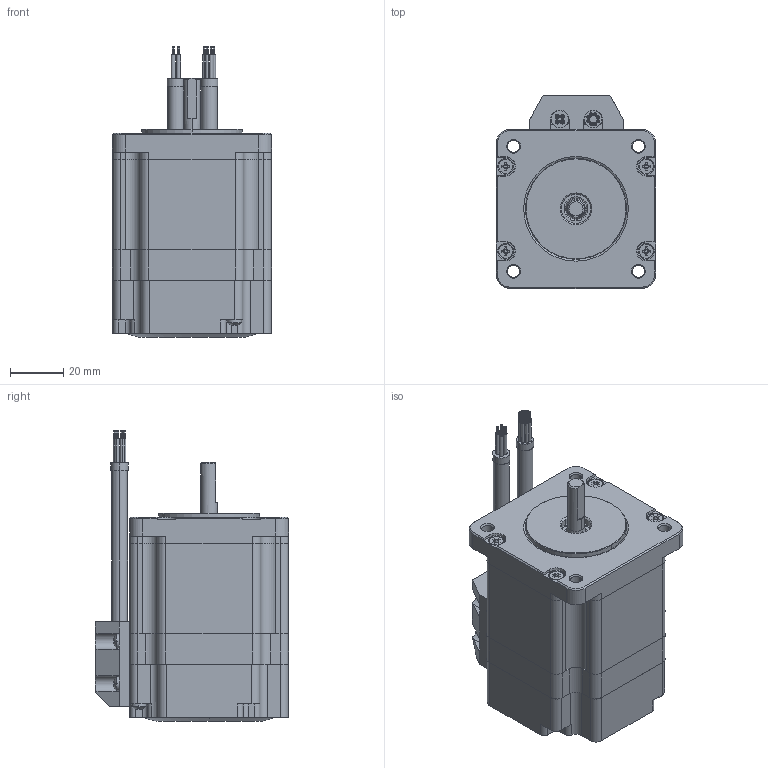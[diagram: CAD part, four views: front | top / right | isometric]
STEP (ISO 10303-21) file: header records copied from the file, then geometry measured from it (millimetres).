
FILE_DESCRIPTION((''),'2;1');
FILE_NAME('4611110015700_ASM','2023-02-09T12:07:22',('ms26442'),(''),'CREO PARAMETRIC BY PTC INC, 2018100','CREO PARAMETRIC BY PTC INC, 2018100','');
FILE_SCHEMA(('CONFIG_CONTROL_DESIGN'));
Products named in the file (35): 4613101100042_AF1; 4613102000242_AF0_ASM; 4613102100133_ASM; 3698153000204; 3698153000132; 4613104003474_ASM; 4613103006373_ASM; 4219121200687_AF0; 4219121302126_ASM; 4331101000003; 4332101203601_AF0; 4613105100075_AF1; 4613106100077_AF0_ASM; 4693220000044_AF0; 4613105100075_AF2; 4613106100077_AF1_ASM; 4613110000010_AF0; 4613105100075_AF3; 4613106100077_AF2_ASM; 4693220000044_AF1; 4613105100075_AF4; 4613106100077_AF3_ASM; 4613107105453_ASM; 4294440200013_AF0; 4219121200724_AF0; 4219121302167_ASM; 4294404000320; 46111100015700_ASM; 24HOUZHAO; 0001; 000; 4294404000480; DIANJIXIANSHU; ENCODERXIANSHU; 4611110015700_ASM
Assembly tree (43 placements, depth 7):
  4611110015700_ASM
    46111100015700_ASM
      4613103006373_ASM
        4613104003474_ASM
          4613102100133_ASM
            4613102000242_AF0_ASM
              4613101100042_AF1
          3698153000204
          3698153000132
      4219121302126_ASM
        4219121200687_AF0
      4331101000003  x2
      4613107105453_ASM
        4332101203601_AF0
        4613106100077_AF0_ASM
          4613105100075_AF1
        4693220000044_AF0
        4613106100077_AF1_ASM
          4613105100075_AF2
        4613110000010_AF0
        4613106100077_AF2_ASM
          4613105100075_AF3
        4693220000044_AF1
        4613106100077_AF3_ASM
          4613105100075_AF4
      4294440200013_AF0
      4219121302167_ASM
        4219121200724_AF0
      4294404000320  x4
    24HOUZHAO
    0001
    000
    4294404000480  x6
    DIANJIXIANSHU
    ENCODERXIANSHU
Bounding box: 60 x 72.85 x 109.55 mm (x, y, z)
Volume: 218471.2 mm3; surface area: 138996.8 mm2
Topology: 49 solids, 63 shells, 3823 faces, 10512 edges, 6902 vertices
Faces by surface type: cylinder 1926, plane 1670, cone 115, torus 72, sphere 36, bspline 4
Entity records: 115792 total; most frequent: CARTESIAN_POINT 21299, DIRECTION 20697, ORIENTED_EDGE 19484, EDGE_CURVE 9754, AXIS2_PLACEMENT_3D 7532, VERTEX_POINT 6436, VECTOR 5633, LINE 5633
